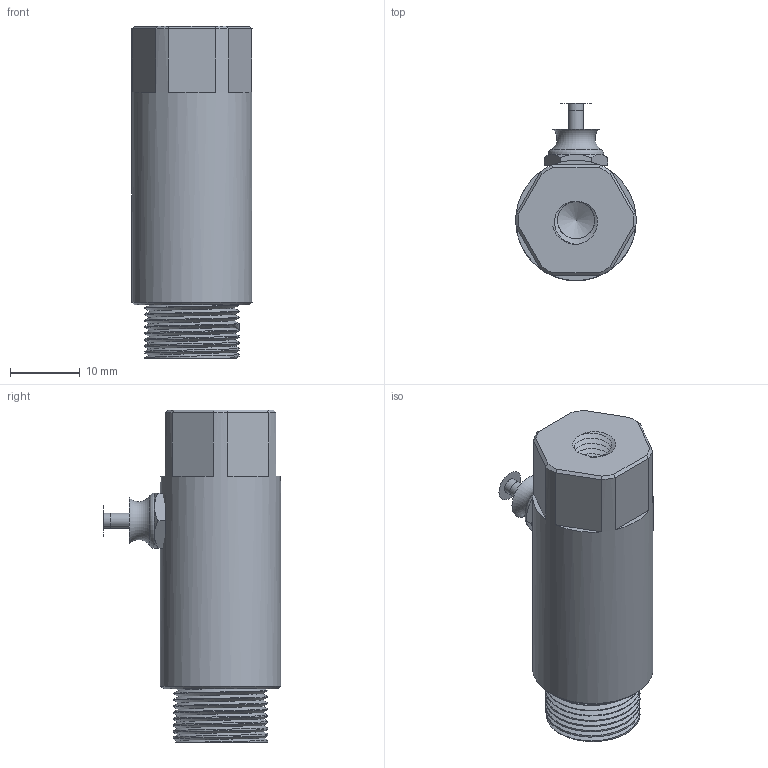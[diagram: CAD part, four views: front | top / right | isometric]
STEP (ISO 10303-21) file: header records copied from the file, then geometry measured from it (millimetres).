
FILE_DESCRIPTION(/* description */ (''),/* implementation_level */ '2;1');
FILE_NAME(/* name */ 'MH134-4A.stp',/* time_stamp */ '2019-10-04T09:33:33-04:00',/* author */ ('lcup'),/* organization */ (''),/* preprocessor_version */ 'ST-DEVELOPER v18',/* originating_system */ 'Autodesk Inventor 2020',/* authorisation */ '');
FILE_SCHEMA (('AUTOMOTIVE_DESIGN { 1 0 10303 214 3 1 1 }'));
Length unit declared in the file: inch
Products named in the file (3): MH134-4A; MHP10216; MHP10090
Assembly tree (2 placements, depth 2):
  MH134-4A
    MHP10216
    MHP10090
Bounding box: 17.27 x 25.46 x 47.62 mm (x, y, z)
Volume: 9538.2 mm3; surface area: 4560.6 mm2
Topology: 3 solids, 3 shells, 70 faces, 181 edges, 116 vertices
Faces by surface type: plane 32, cylinder 19, cone 11, bspline 4, sphere 2, torus 2
Full cylindrical faces by diameter (mm): 2.159 x2, 5.359 x2, 6.35 x1, 13.538 x9, 17.272 x1
Entity records: 7194 total; most frequent: CARTESIAN_POINT 5464, ORIENTED_EDGE 354, DIRECTION 321, EDGE_CURVE 177, AXIS2_PLACEMENT_3D 125, VERTEX_POINT 116, EDGE_LOOP 77, LINE 71
